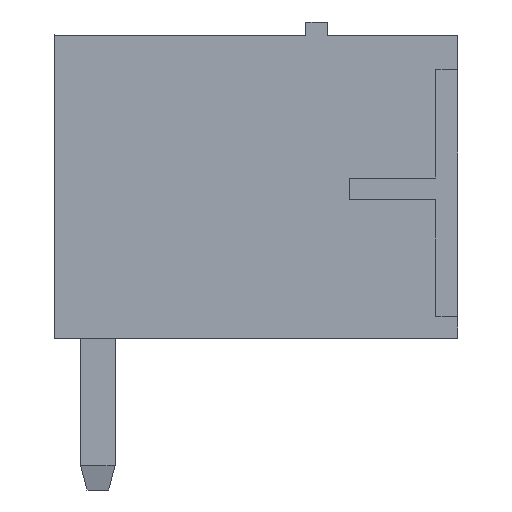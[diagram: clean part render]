
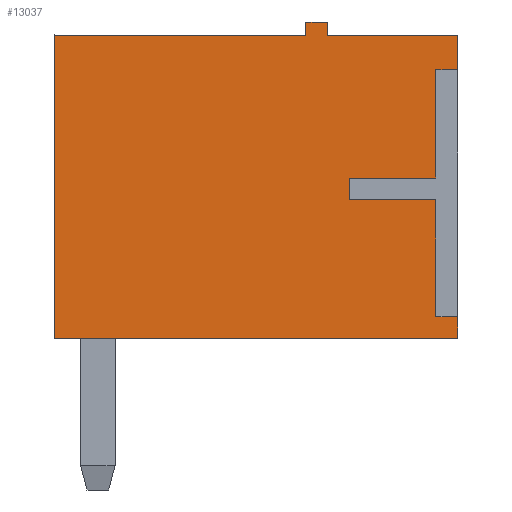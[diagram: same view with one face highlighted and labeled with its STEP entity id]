
A CAD part, left-side view. The second image highlights one B-rep face of the part: STEP entity #13037.
In plain terms, the highlighted planar face has unit normal (-1, 0, 0).
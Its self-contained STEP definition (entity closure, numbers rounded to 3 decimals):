
#677=FACE_OUTER_BOUND('',#1434,.T.);
#1434=EDGE_LOOP('',(#10486,#10487,#10488,#10489,#10490,#10491,#10492,#10493,
#10494,#10495,#10496,#10497,#10498,#10499,#10500,#10501));
#1899=LINE('',#17735,#3586);
#2097=LINE('',#18177,#3784);
#2699=LINE('',#19410,#4386);
#2703=LINE('',#19417,#4390);
#2936=LINE('',#19954,#4623);
#2942=LINE('',#19966,#4629);
#2943=LINE('',#19968,#4630);
#2945=LINE('',#19971,#4632);
#2947=LINE('',#19975,#4634);
#2950=LINE('',#19981,#4637);
#2953=LINE('',#19986,#4640);
#2955=LINE('',#19991,#4642);
#2956=LINE('',#19993,#4643);
#2957=LINE('',#19995,#4644);
#2958=LINE('',#19996,#4645);
#2959=LINE('',#19997,#4646);
#3586=VECTOR('',#14456,5.8);
#3784=VECTOR('',#14744,9.3);
#4386=VECTOR('',#15802,0.8);
#4390=VECTOR('',#15806,0.5);
#4623=VECTOR('',#16343,2.7);
#4629=VECTOR('',#16351,2.5);
#4630=VECTOR('',#16354,0.5);
#4632=VECTOR('',#16358,0.5);
#4634=VECTOR('',#16362,2.);
#4637=VECTOR('',#16367,0.5);
#4640=VECTOR('',#16372,2.);
#4642=VECTOR('',#16378,3.);
#4643=VECTOR('',#16379,0.3);
#4644=VECTOR('',#16380,0.5);
#4645=VECTOR('',#16381,0.3);
#4646=VECTOR('',#16382,7.);
#5187=VERTEX_POINT('',#17728);
#5190=VERTEX_POINT('',#17733);
#5387=VERTEX_POINT('',#18173);
#5389=VERTEX_POINT('',#18176);
#5791=VERTEX_POINT('',#19407);
#5792=VERTEX_POINT('',#19409);
#5795=VERTEX_POINT('',#19415);
#5945=VERTEX_POINT('',#19950);
#5947=VERTEX_POINT('',#19953);
#5949=VERTEX_POINT('',#19959);
#5952=VERTEX_POINT('',#19964);
#5953=VERTEX_POINT('',#19974);
#5955=VERTEX_POINT('',#19980);
#5957=VERTEX_POINT('',#19990);
#5958=VERTEX_POINT('',#19992);
#5959=VERTEX_POINT('',#19994);
#6425=EDGE_CURVE('',#5190,#5187,#1899,.T.);
#6623=EDGE_CURVE('',#5387,#5389,#2097,.T.);
#7254=EDGE_CURVE('',#5791,#5792,#2699,.T.);
#7258=EDGE_CURVE('',#5795,#5387,#2703,.T.);
#7512=EDGE_CURVE('',#5947,#5945,#2936,.T.);
#7518=EDGE_CURVE('',#5949,#5952,#2942,.T.);
#7519=EDGE_CURVE('',#5952,#5792,#2943,.T.);
#7521=EDGE_CURVE('',#5795,#5947,#2945,.T.);
#7523=EDGE_CURVE('',#5953,#5949,#2947,.T.);
#7526=EDGE_CURVE('',#5955,#5953,#2950,.T.);
#7529=EDGE_CURVE('',#5945,#5955,#2953,.T.);
#7531=EDGE_CURVE('',#5957,#5791,#2955,.T.);
#7532=EDGE_CURVE('',#5958,#5957,#2956,.T.);
#7533=EDGE_CURVE('',#5959,#5958,#2957,.T.);
#7534=EDGE_CURVE('',#5187,#5959,#2958,.T.);
#7535=EDGE_CURVE('',#5389,#5190,#2959,.T.);
#10486=ORIENTED_EDGE('',*,*,#7521,.T.);
#10487=ORIENTED_EDGE('',*,*,#7512,.T.);
#10488=ORIENTED_EDGE('',*,*,#7529,.T.);
#10489=ORIENTED_EDGE('',*,*,#7526,.T.);
#10490=ORIENTED_EDGE('',*,*,#7523,.T.);
#10491=ORIENTED_EDGE('',*,*,#7518,.T.);
#10492=ORIENTED_EDGE('',*,*,#7519,.T.);
#10493=ORIENTED_EDGE('',*,*,#7254,.F.);
#10494=ORIENTED_EDGE('',*,*,#7531,.F.);
#10495=ORIENTED_EDGE('',*,*,#7532,.F.);
#10496=ORIENTED_EDGE('',*,*,#7533,.F.);
#10497=ORIENTED_EDGE('',*,*,#7534,.F.);
#10498=ORIENTED_EDGE('',*,*,#6425,.F.);
#10499=ORIENTED_EDGE('',*,*,#7535,.F.);
#10500=ORIENTED_EDGE('',*,*,#6623,.F.);
#10501=ORIENTED_EDGE('',*,*,#7258,.F.);
#11888=PLANE('',#13775);
#13037=ADVANCED_FACE('',(#677),#11888,.T.);
#13775=AXIS2_PLACEMENT_3D('',#19989,#16376,#16377);
#14456=DIRECTION('',(0.,-1.,0.));
#14744=DIRECTION('',(0.,1.,0.));
#15802=DIRECTION('',(0.,0.,-1.));
#15806=DIRECTION('',(0.,0.,-1.));
#16343=DIRECTION('',(0.,0.,1.));
#16351=DIRECTION('',(0.,0.,1.));
#16354=DIRECTION('',(0.,-1.,0.));
#16358=DIRECTION('',(0.,1.,0.));
#16362=DIRECTION('',(0.,-1.,0.));
#16367=DIRECTION('',(0.,0.,1.));
#16372=DIRECTION('',(0.,1.,0.));
#16376=DIRECTION('center_axis',(-1.,0.,0.));
#16377=DIRECTION('ref_axis',(0.,0.,-1.));
#16378=DIRECTION('',(0.,-1.,0.));
#16379=DIRECTION('',(0.,0.,-1.));
#16380=DIRECTION('',(0.,-1.,0.));
#16381=DIRECTION('',(0.,0.,1.));
#16382=DIRECTION('',(0.,0.,1.));
#17728=CARTESIAN_POINT('',(-19.4,-4.8,7.));
#17733=CARTESIAN_POINT('',(-19.4,1.,7.));
#17735=CARTESIAN_POINT('',(-19.4,-0.5,7.));
#18173=CARTESIAN_POINT('',(-19.4,-8.3,0.));
#18176=CARTESIAN_POINT('',(-19.4,1.,0.));
#18177=CARTESIAN_POINT('',(-19.4,-0.5,0.));
#19407=CARTESIAN_POINT('',(-19.4,-8.3,7.));
#19409=CARTESIAN_POINT('',(-19.4,-8.3,6.2));
#19410=CARTESIAN_POINT('',(-19.4,-8.3,7.));
#19415=CARTESIAN_POINT('',(-19.4,-8.3,0.5));
#19417=CARTESIAN_POINT('',(-19.4,-8.3,7.));
#19950=CARTESIAN_POINT('',(-19.4,-7.8,3.2));
#19953=CARTESIAN_POINT('',(-19.4,-7.8,0.5));
#19954=CARTESIAN_POINT('',(-19.4,-7.8,3.75));
#19959=CARTESIAN_POINT('',(-19.4,-7.8,3.7));
#19964=CARTESIAN_POINT('',(-19.4,-7.8,6.2));
#19966=CARTESIAN_POINT('',(-19.4,-7.8,3.75));
#19968=CARTESIAN_POINT('',(-19.4,-4.15,6.2));
#19971=CARTESIAN_POINT('',(-19.4,-4.4,0.5));
#19974=CARTESIAN_POINT('',(-19.4,-5.8,3.7));
#19975=CARTESIAN_POINT('',(-19.4,-3.15,3.7));
#19980=CARTESIAN_POINT('',(-19.4,-5.8,3.2));
#19981=CARTESIAN_POINT('',(-19.4,-5.8,5.1));
#19986=CARTESIAN_POINT('',(-19.4,-4.15,3.2));
#19989=CARTESIAN_POINT('Origin',(-19.4,-0.5,7.));
#19990=CARTESIAN_POINT('',(-19.4,-5.3,7.));
#19991=CARTESIAN_POINT('',(-19.4,-0.5,7.));
#19992=CARTESIAN_POINT('',(-19.4,-5.3,7.3));
#19993=CARTESIAN_POINT('',(-19.4,-5.3,6.95));
#19994=CARTESIAN_POINT('',(-19.4,-4.8,7.3));
#19995=CARTESIAN_POINT('',(-19.4,-4.475,7.3));
#19996=CARTESIAN_POINT('',(-19.4,-4.8,7.1));
#19997=CARTESIAN_POINT('',(-19.4,1.,0.));
